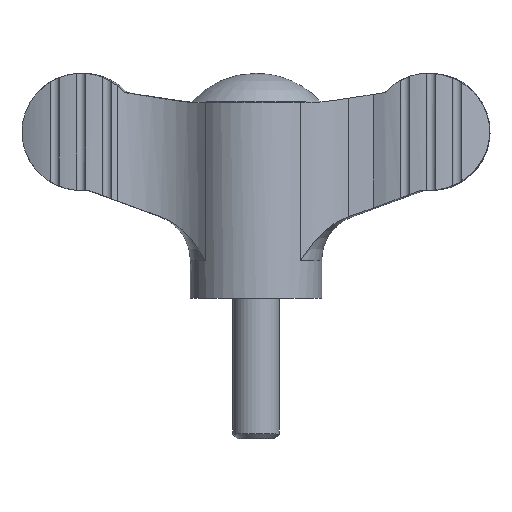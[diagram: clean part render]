
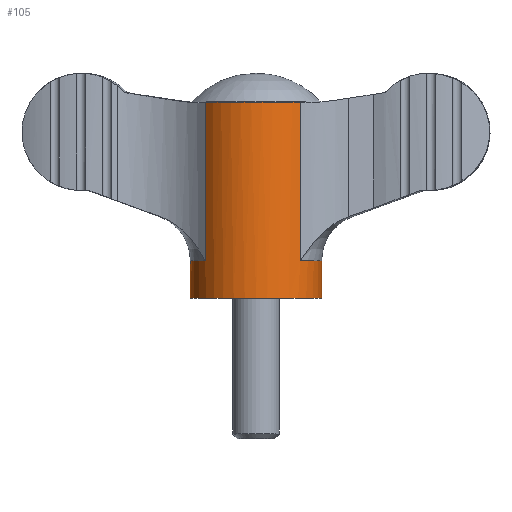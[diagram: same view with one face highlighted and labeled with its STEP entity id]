
A CAD part, top view. The second image highlights one B-rep face of the part: STEP entity #105.
In plain terms, the highlighted cylindrical face has radius 7 mm (diameter 14 mm), a full revolution.
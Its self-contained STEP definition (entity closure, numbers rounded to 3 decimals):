
#105 = ADVANCED_FACE( '', ( #240, #241 ), #242, .T. );
#240 = FACE_OUTER_BOUND( '', #406, .T. );
#241 = FACE_OUTER_BOUND( '', #407, .T. );
#242 = CYLINDRICAL_SURFACE( '', #408, 7. );
#406 = EDGE_LOOP( '', ( #659 ) );
#407 = EDGE_LOOP( '', ( #660, #661, #662, #663, #664, #665, #666, #667 ) );
#408 = AXIS2_PLACEMENT_3D( '', #668, #669, #670 );
#659 = ORIENTED_EDGE( '', *, *, #1083, .F. );
#660 = ORIENTED_EDGE( '', *, *, #1084, .T. );
#661 = ORIENTED_EDGE( '', *, *, #1078, .F. );
#662 = ORIENTED_EDGE( '', *, *, #1085, .F. );
#663 = ORIENTED_EDGE( '', *, *, #1086, .T. );
#664 = ORIENTED_EDGE( '', *, *, #1074, .T. );
#665 = ORIENTED_EDGE( '', *, *, #1034, .F. );
#666 = ORIENTED_EDGE( '', *, *, #1087, .F. );
#667 = ORIENTED_EDGE( '', *, *, #1088, .T. );
#668 = CARTESIAN_POINT( '', ( 0., 0., 0. ) );
#669 = DIRECTION( '', ( 0., 1., 0. ) );
#670 = DIRECTION( '', ( 0., 0., -1. ) );
#1034 = EDGE_CURVE( '', #1250, #1252, #1253, .T. );
#1074 = EDGE_CURVE( '', #1318, #1252, #1319, .T. );
#1078 = EDGE_CURVE( '', #1323, #1325, #1326, .T. );
#1083 = EDGE_CURVE( '', #1332, #1332, #1333, .T. );
#1084 = EDGE_CURVE( '', #1334, #1325, #1335, .T. );
#1085 = EDGE_CURVE( '', #1336, #1323, #1337, .T. );
#1086 = EDGE_CURVE( '', #1336, #1318, #1338, .T. );
#1087 = EDGE_CURVE( '', #1339, #1250, #1340, .T. );
#1088 = EDGE_CURVE( '', #1339, #1334, #1341, .T. );
#1250 = VERTEX_POINT( '', #1638 );
#1252 = VERTEX_POINT( '', #1645 );
#1253 = LINE( '', #1646, #1647 );
#1318 = VERTEX_POINT( '', #1831 );
#1319 = CIRCLE( '', #1832, 7. );
#1323 = VERTEX_POINT( '', #1851 );
#1325 = VERTEX_POINT( '', #1858 );
#1326 = LINE( '', #1859, #1860 );
#1332 = VERTEX_POINT( '', #1889 );
#1333 = CIRCLE( '', #1890, 7. );
#1334 = VERTEX_POINT( '', #1891 );
#1335 = CIRCLE( '', #1892, 7. );
#1336 = VERTEX_POINT( '', #1893 );
#1337 = CIRCLE( '', #1894, 7. );
#1338 = LINE( '', #1895, #1896 );
#1339 = VERTEX_POINT( '', #1897 );
#1340 = CIRCLE( '', #1898, 7. );
#1341 = LINE( '', #1899, #1900 );
#1638 = CARTESIAN_POINT( '', ( -4.732, 20.889, -5.158 ) );
#1645 = CARTESIAN_POINT( '', ( -4.732, 3.999, -5.158 ) );
#1646 = CARTESIAN_POINT( '', ( -4.732, 59.5, -5.158 ) );
#1647 = VECTOR( '', #2401, 1000. );
#1831 = CARTESIAN_POINT( '', ( -5.418, 3.999, 4.433 ) );
#1832 = AXIS2_PLACEMENT_3D( '', #2419, #2420, #2421 );
#1851 = CARTESIAN_POINT( '', ( 4.732, 20.889, 5.158 ) );
#1858 = CARTESIAN_POINT( '', ( 4.732, 3.999, 5.158 ) );
#1859 = CARTESIAN_POINT( '', ( 4.732, 59.5, 5.158 ) );
#1860 = VECTOR( '', #2422, 1000. );
#1889 = CARTESIAN_POINT( '', ( 0., 0., -7. ) );
#1890 = AXIS2_PLACEMENT_3D( '', #2424, #2425, #2426 );
#1891 = CARTESIAN_POINT( '', ( 5.418, 3.999, -4.433 ) );
#1892 = AXIS2_PLACEMENT_3D( '', #2427, #2428, #2429 );
#1893 = CARTESIAN_POINT( '', ( -5.418, 20.889, 4.433 ) );
#1894 = AXIS2_PLACEMENT_3D( '', #2430, #2431, #2432 );
#1895 = CARTESIAN_POINT( '', ( -5.418, 59.5, 4.433 ) );
#1896 = VECTOR( '', #2433, 1000. );
#1897 = CARTESIAN_POINT( '', ( 5.418, 20.889, -4.433 ) );
#1898 = AXIS2_PLACEMENT_3D( '', #2434, #2435, #2436 );
#1899 = CARTESIAN_POINT( '', ( 5.418, 59.5, -4.433 ) );
#1900 = VECTOR( '', #2437, 1000. );
#2401 = DIRECTION( '', ( 0., -1., 0. ) );
#2419 = CARTESIAN_POINT( '', ( 0., 3.999, 0. ) );
#2420 = DIRECTION( '', ( 0., -1., 0. ) );
#2421 = DIRECTION( '', ( 0., 0., -1. ) );
#2422 = DIRECTION( '', ( 0., -1., 0. ) );
#2424 = CARTESIAN_POINT( '', ( 0., 0., 0. ) );
#2425 = DIRECTION( '', ( 0., -1., 0. ) );
#2426 = DIRECTION( '', ( 0., 0., -1. ) );
#2427 = CARTESIAN_POINT( '', ( 0., 3.999, 0. ) );
#2428 = DIRECTION( '', ( 0., -1., 0. ) );
#2429 = DIRECTION( '', ( 0., 0., -1. ) );
#2430 = CARTESIAN_POINT( '', ( 0., 20.889, 0. ) );
#2431 = DIRECTION( '', ( 0., 1., 0. ) );
#2432 = DIRECTION( '', ( 0., 0., 1. ) );
#2433 = DIRECTION( '', ( 0., -1., 0. ) );
#2434 = CARTESIAN_POINT( '', ( 0., 20.889, 0. ) );
#2435 = DIRECTION( '', ( 0., 1., 0. ) );
#2436 = DIRECTION( '', ( 0., 0., 1. ) );
#2437 = DIRECTION( '', ( 0., -1., 0. ) );
